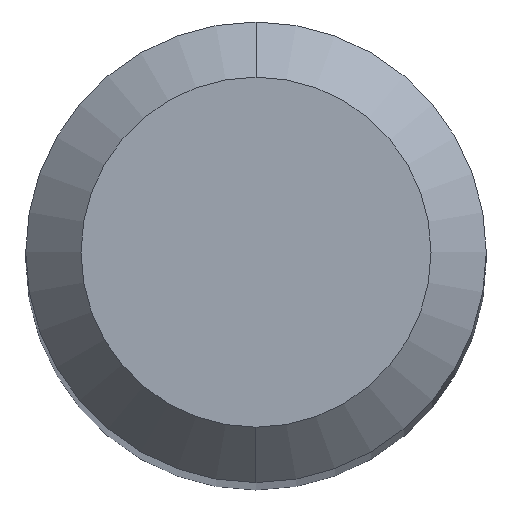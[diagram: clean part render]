
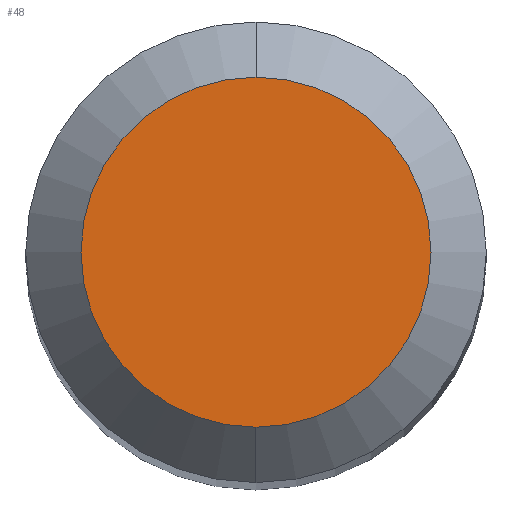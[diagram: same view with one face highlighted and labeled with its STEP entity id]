
A CAD part, top view. The second image highlights one B-rep face of the part: STEP entity #48.
In plain terms, the highlighted planar face has unit normal (0, 0, 1).
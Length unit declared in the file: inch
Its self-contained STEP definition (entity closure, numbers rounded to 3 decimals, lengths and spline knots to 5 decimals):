
#5 = EDGE_CURVE ( 'NONE', #304, #309, #97, .T. ) ;
#10 = DIRECTION ( 'NONE',  ( 0., 0., 1. ) ) ;
#48 = ADVANCED_FACE ( 'NONE', ( #190 ), #486, .F. ) ;
#97 = CIRCLE ( 'NONE', #187, 0.0475 ) ;
#143 = DIRECTION ( 'NONE',  ( 0., 0., -1. ) ) ;
#187 = AXIS2_PLACEMENT_3D ( 'NONE', #399, #10, #358 ) ;
#190 = FACE_OUTER_BOUND ( 'NONE', #270, .T. ) ;
#215 = AXIS2_PLACEMENT_3D ( 'NONE', #529, #143, #450 ) ;
#270 = EDGE_LOOP ( 'NONE', ( #383, #301 ) ) ;
#301 = ORIENTED_EDGE ( 'NONE', *, *, #390, .T. ) ;
#304 = VERTEX_POINT ( 'NONE', #474 ) ;
#309 = VERTEX_POINT ( 'NONE', #336 ) ;
#336 = CARTESIAN_POINT ( 'NONE',  ( 0., -0.0475, 0. ) ) ;
#358 = DIRECTION ( 'NONE',  ( 0., -1., 0. ) ) ;
#377 = CARTESIAN_POINT ( 'NONE',  ( 0., 0., 0. ) ) ;
#383 = ORIENTED_EDGE ( 'NONE', *, *, #5, .T. ) ;
#388 = DIRECTION ( 'NONE',  ( 0., -1., 0. ) ) ;
#390 = EDGE_CURVE ( 'NONE', #309, #304, #469, .T. ) ;
#399 = CARTESIAN_POINT ( 'NONE',  ( 0., 0., 0. ) ) ;
#450 = DIRECTION ( 'NONE',  ( 0., 1., 0. ) ) ;
#467 = DIRECTION ( 'NONE',  ( 0., 0., 1. ) ) ;
#469 = CIRCLE ( 'NONE', #500, 0.0475 ) ;
#474 = CARTESIAN_POINT ( 'NONE',  ( 0., 0.0475, 0. ) ) ;
#486 = PLANE ( 'NONE',  #215 ) ;
#500 = AXIS2_PLACEMENT_3D ( 'NONE', #377, #467, #388 ) ;
#529 = CARTESIAN_POINT ( 'NONE',  ( 0., 0.0475, 0. ) ) ;
